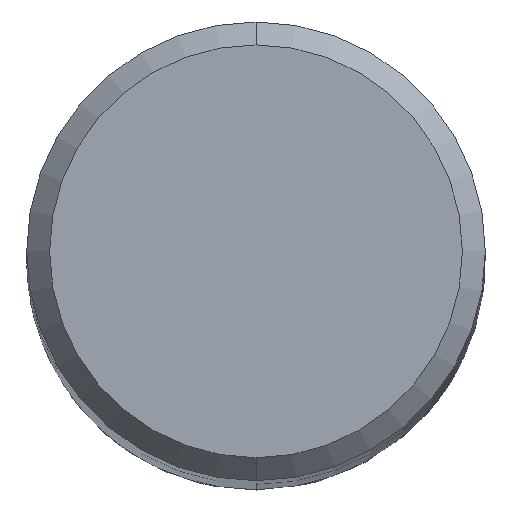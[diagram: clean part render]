
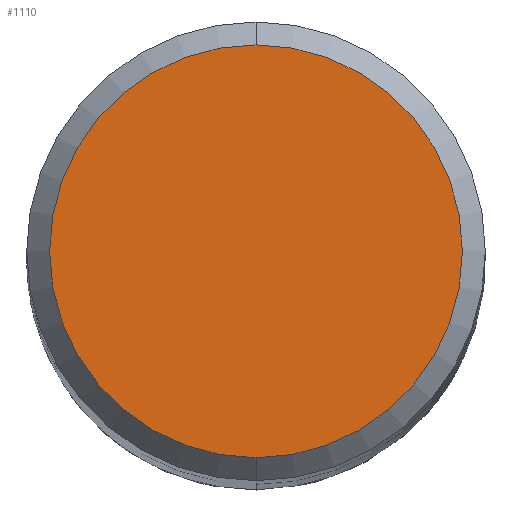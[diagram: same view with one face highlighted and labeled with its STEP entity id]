
A CAD part, top view. The second image highlights one B-rep face of the part: STEP entity #1110.
In plain terms, the highlighted planar face has unit normal (0, 0, 1).
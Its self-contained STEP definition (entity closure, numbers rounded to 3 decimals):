
#458=EDGE_CURVE('',#612,#620,#1286,.T.);
#612=VERTEX_POINT('',#1452);
#620=VERTEX_POINT('',#1461);
#754=EDGE_CURVE('',#620,#612,#1610,.T.);
#1110=ADVANCED_FACE('',(#1996),#1997,.T.);
#1286=CIRCLE('',#2210,3.6);
#1452=CARTESIAN_POINT('',(0.0,3.6,0.0));
#1461=CARTESIAN_POINT('',(0.,-3.6,0.0));
#1610=CIRCLE('',#4875,3.6);
#1996=FACE_OUTER_BOUND('',#7027,.T.);
#1997=PLANE('',#7028);
#2210=AXIS2_PLACEMENT_3D('',#8104,#8105,#8106);
#4875=AXIS2_PLACEMENT_3D('',#8495,#8496,#8497);
#7027=EDGE_LOOP('',(#8906,#8907));
#7028=AXIS2_PLACEMENT_3D('',#8908,#8909,#8910);
#8104=CARTESIAN_POINT('',(0.0,0.0,0.0));
#8105=DIRECTION('',(0.0,0.0,-1.0));
#8106=DIRECTION('',(0.0,1.0,0.0));
#8495=CARTESIAN_POINT('',(0.0,0.0,0.0));
#8496=DIRECTION('',(0.0,0.0,-1.0));
#8497=DIRECTION('',(0.0,1.0,0.0));
#8906=ORIENTED_EDGE('',*,*,#458,.F.);
#8907=ORIENTED_EDGE('',*,*,#754,.F.);
#8908=CARTESIAN_POINT('',(0.0,1.8,0.0));
#8909=DIRECTION('',(-0.0,0.0,1.0));
#8910=DIRECTION('',(0.0,-1.0,0.0));
